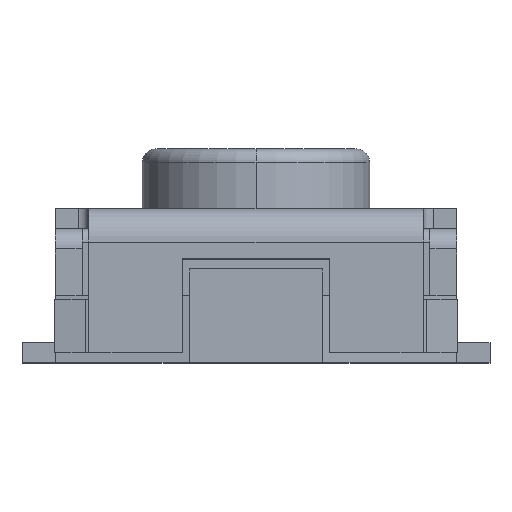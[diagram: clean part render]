
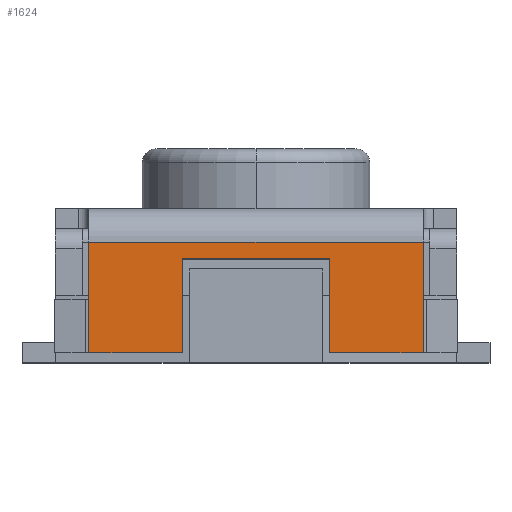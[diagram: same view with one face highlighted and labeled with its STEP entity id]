
A CAD part, top view. The second image highlights one B-rep face of the part: STEP entity #1624.
In plain terms, the highlighted planar face has unit normal (0, 0, 1).
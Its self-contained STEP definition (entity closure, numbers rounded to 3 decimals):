
#35 = CARTESIAN_POINT ( 'NONE',  ( 1.25, 0.075, 1.35 ) ) ;
#141 = DIRECTION ( 'NONE',  ( 0., -1., 0. ) ) ;
#265 = CARTESIAN_POINT ( 'NONE',  ( -1.25, 0.475, 1.35 ) ) ;
#270 = ORIENTED_EDGE ( 'NONE', *, *, #8589, .T. ) ;
#323 = CARTESIAN_POINT ( 'NONE',  ( -1.25, 0.075, 1.35 ) ) ;
#349 = CARTESIAN_POINT ( 'NONE',  ( -1.25, 0.9, 1.35 ) ) ;
#448 = VECTOR ( 'NONE', #3222, 1000. ) ;
#460 = VERTEX_POINT ( 'NONE', #35 ) ;
#474 = DIRECTION ( 'NONE',  ( 0., -1., 0. ) ) ;
#488 = VECTOR ( 'NONE', #3607, 1000. ) ;
#500 = VECTOR ( 'NONE', #2298, 1000. ) ;
#734 = ORIENTED_EDGE ( 'NONE', *, *, #2995, .T. ) ;
#769 = AXIS2_PLACEMENT_3D ( 'NONE', #4543, #3766, #474 ) ;
#819 = ORIENTED_EDGE ( 'NONE', *, *, #6340, .F. ) ;
#995 = LINE ( 'NONE', #5009, #6068 ) ;
#1483 = LINE ( 'NONE', #2145, #3403 ) ;
#1574 = VERTEX_POINT ( 'NONE', #265 ) ;
#1590 = VECTOR ( 'NONE', #6738, 1000. ) ;
#1624 = ADVANCED_FACE ( 'NONE', ( #3262 ), #2414, .T. ) ;
#1644 = ORIENTED_EDGE ( 'NONE', *, *, #6722, .T. ) ;
#1764 = LINE ( 'NONE', #3129, #488 ) ;
#1986 = ORIENTED_EDGE ( 'NONE', *, *, #2696, .F. ) ;
#2040 = CARTESIAN_POINT ( 'NONE',  ( 1.25, 1.175, 1.35 ) ) ;
#2145 = CARTESIAN_POINT ( 'NONE',  ( -1.25, 3.358, 1.35 ) ) ;
#2192 = VERTEX_POINT ( 'NONE', #323 ) ;
#2211 = VERTEX_POINT ( 'NONE', #2520 ) ;
#2247 = ORIENTED_EDGE ( 'NONE', *, *, #7252, .T. ) ;
#2269 = VERTEX_POINT ( 'NONE', #3877 ) ;
#2298 = DIRECTION ( 'NONE',  ( 1., 0., 0. ) ) ;
#2414 = PLANE ( 'NONE',  #769 ) ;
#2508 = CARTESIAN_POINT ( 'NONE',  ( -1.5, 0.075, 1.35 ) ) ;
#2520 = CARTESIAN_POINT ( 'NONE',  ( 1.25, 0.475, 1.35 ) ) ;
#2696 = EDGE_CURVE ( 'NONE', #6268, #7439, #6323, .T. ) ;
#2995 = EDGE_CURVE ( 'NONE', #6268, #1574, #3611, .T. ) ;
#3129 = CARTESIAN_POINT ( 'NONE',  ( 1.5, 0.075, 1.35 ) ) ;
#3222 = DIRECTION ( 'NONE',  ( 1., 0., 0. ) ) ;
#3262 = FACE_OUTER_BOUND ( 'NONE', #6888, .T. ) ;
#3314 = ORIENTED_EDGE ( 'NONE', *, *, #8211, .T. ) ;
#3403 = VECTOR ( 'NONE', #4142, 1000. ) ;
#3607 = DIRECTION ( 'NONE',  ( 1., 0., 0. ) ) ;
#3611 = LINE ( 'NONE', #6236, #4840 ) ;
#3766 = DIRECTION ( 'NONE',  ( 0., 0., 1. ) ) ;
#3877 = CARTESIAN_POINT ( 'NONE',  ( -0.55, 0.775, 1.35 ) ) ;
#4014 = EDGE_CURVE ( 'NONE', #2211, #7439, #7976, .T. ) ;
#4119 = CARTESIAN_POINT ( 'NONE',  ( -0.55, 0.075, 1.35 ) ) ;
#4142 = DIRECTION ( 'NONE',  ( 0., -1., 0. ) ) ;
#4153 = CARTESIAN_POINT ( 'NONE',  ( 1.33, 0.9, 1.35 ) ) ;
#4176 = DIRECTION ( 'NONE',  ( 0., -1., 0. ) ) ;
#4543 = CARTESIAN_POINT ( 'NONE',  ( 1.33, 3.358, 1.35 ) ) ;
#4656 = CARTESIAN_POINT ( 'NONE',  ( 1.25, 0.9, 1.35 ) ) ;
#4696 = CARTESIAN_POINT ( 'NONE',  ( -0.55, 0.075, 1.35 ) ) ;
#4840 = VECTOR ( 'NONE', #4176, 1000. ) ;
#5009 = CARTESIAN_POINT ( 'NONE',  ( 0.55, 0.775, 1.35 ) ) ;
#5052 = VECTOR ( 'NONE', #8046, 1000. ) ;
#5418 = LINE ( 'NONE', #6062, #7094 ) ;
#5946 = VECTOR ( 'NONE', #5970, 1000. ) ;
#5970 = DIRECTION ( 'NONE',  ( 0., 1., 0. ) ) ;
#6021 = CARTESIAN_POINT ( 'NONE',  ( 0.55, 0.775, 1.35 ) ) ;
#6039 = EDGE_CURVE ( 'NONE', #8181, #7633, #5418, .T. ) ;
#6055 = ORIENTED_EDGE ( 'NONE', *, *, #6613, .T. ) ;
#6062 = CARTESIAN_POINT ( 'NONE',  ( 0.55, 0.075, 1.35 ) ) ;
#6068 = VECTOR ( 'NONE', #6334, 1000. ) ;
#6236 = CARTESIAN_POINT ( 'NONE',  ( -1.25, 1.175, 1.35 ) ) ;
#6268 = VERTEX_POINT ( 'NONE', #349 ) ;
#6323 = LINE ( 'NONE', #4153, #500 ) ;
#6334 = DIRECTION ( 'NONE',  ( 1., 0., 0. ) ) ;
#6340 = EDGE_CURVE ( 'NONE', #2211, #460, #8139, .T. ) ;
#6613 = EDGE_CURVE ( 'NONE', #2192, #8088, #8446, .T. ) ;
#6722 = EDGE_CURVE ( 'NONE', #8088, #2269, #6783, .T. ) ;
#6738 = DIRECTION ( 'NONE',  ( 0., 1., 0. ) ) ;
#6783 = LINE ( 'NONE', #4119, #1590 ) ;
#6888 = EDGE_LOOP ( 'NONE', ( #819, #8164, #1986, #734, #2247, #6055, #1644, #270, #8435, #3314 ) ) ;
#7094 = VECTOR ( 'NONE', #141, 1000. ) ;
#7252 = EDGE_CURVE ( 'NONE', #1574, #2192, #1483, .T. ) ;
#7435 = CARTESIAN_POINT ( 'NONE',  ( 1.25, 3.358, 1.35 ) ) ;
#7439 = VERTEX_POINT ( 'NONE', #4656 ) ;
#7633 = VERTEX_POINT ( 'NONE', #8465 ) ;
#7976 = LINE ( 'NONE', #2040, #5946 ) ;
#8046 = DIRECTION ( 'NONE',  ( 0., -1., 0. ) ) ;
#8088 = VERTEX_POINT ( 'NONE', #4696 ) ;
#8139 = LINE ( 'NONE', #7435, #5052 ) ;
#8164 = ORIENTED_EDGE ( 'NONE', *, *, #4014, .T. ) ;
#8181 = VERTEX_POINT ( 'NONE', #6021 ) ;
#8211 = EDGE_CURVE ( 'NONE', #7633, #460, #1764, .T. ) ;
#8435 = ORIENTED_EDGE ( 'NONE', *, *, #6039, .T. ) ;
#8446 = LINE ( 'NONE', #2508, #448 ) ;
#8465 = CARTESIAN_POINT ( 'NONE',  ( 0.55, 0.075, 1.35 ) ) ;
#8589 = EDGE_CURVE ( 'NONE', #2269, #8181, #995, .T. ) ;
